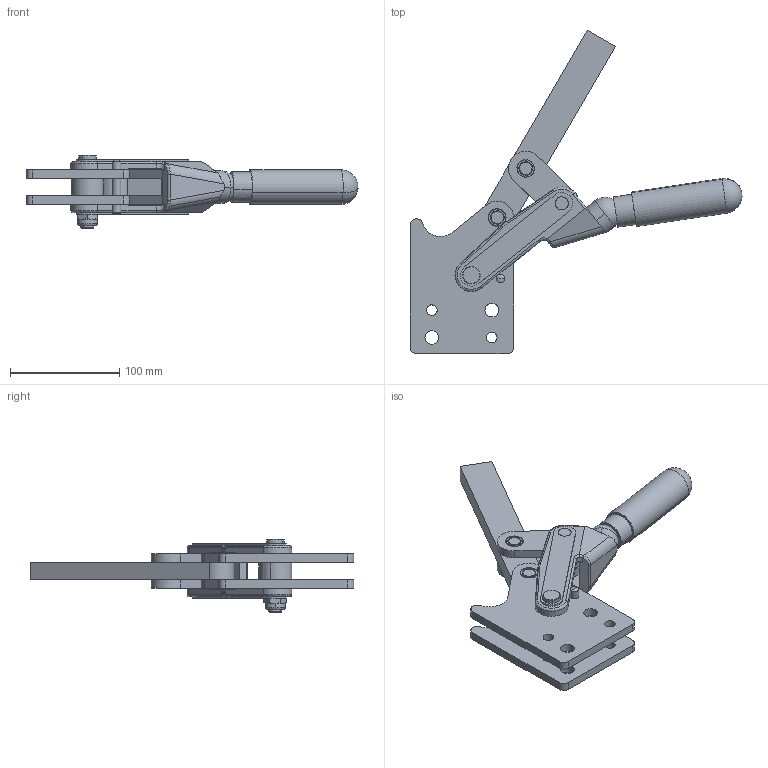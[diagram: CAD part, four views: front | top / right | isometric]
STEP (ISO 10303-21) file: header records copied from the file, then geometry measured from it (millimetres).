
FILE_DESCRIPTION((''),'2;1');
FILE_NAME('626.1-opened.stp','2005-09-28T10:25:12',('Kysilko'),(''),'Autodesk Inventor 8','Autodesk Inventor 8','');
FILE_SCHEMA(('AUTOMOTIVE_DESIGN { 1 0 10303 214 1 1 1 1 }'));
Length unit declared in the file: millimetre
Products named in the file (1): Part5
Bounding box: 304.45 x 296.8 x 67 mm (x, y, z)
Volume: 571335.2 mm3; surface area: 133524.9 mm2
Topology: 11 solids, 11 shells, 2184 faces, 6022 edges, 3966 vertices
Faces by surface type: plane 1465, cylinder 575, cone 122, bspline 12, sphere 8, torus 2
Entity records: 70201 total; most frequent: CARTESIAN_POINT 17378, ORIENTED_EDGE 12034, DIRECTION 10431, EDGE_CURVE 6017, VERTEX_POINT 3965, AXIS2_PLACEMENT_3D 3808, VECTOR 2815, LINE 2815
